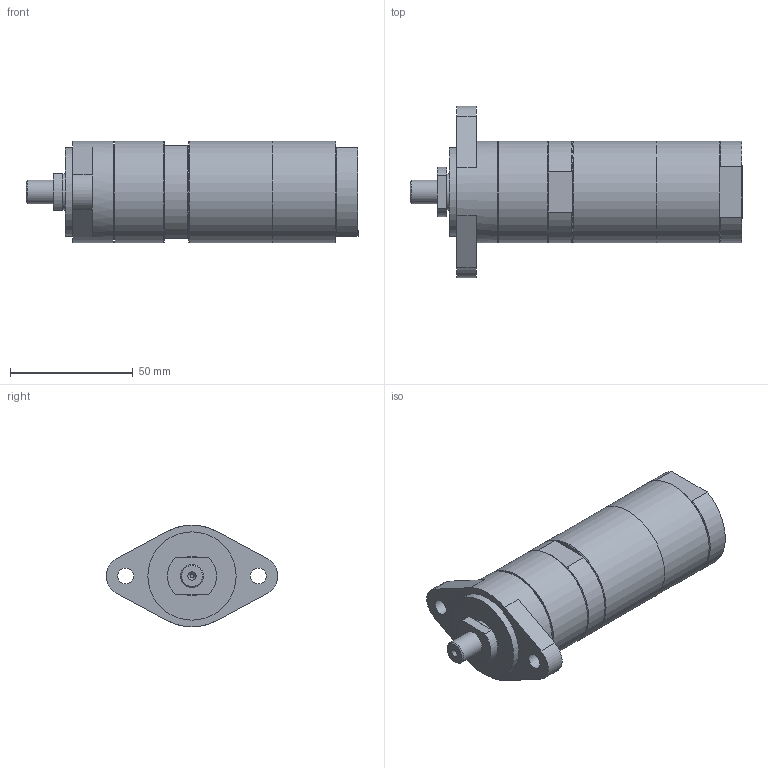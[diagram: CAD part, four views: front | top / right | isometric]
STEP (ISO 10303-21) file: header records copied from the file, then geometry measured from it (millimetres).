
FILE_DESCRIPTION(/* description */ (''),/* implementation_level */ '2;1');
FILE_NAME(/* name */ 'MRD 38-1180 3-8 F54_60032877.stp',/* time_stamp */ '2018-06-06T09:45:58+02:00',/* author */ ('FLambert'),/* organization */ (''),/* preprocessor_version */ 'ST-DEVELOPER v17',/* originating_system */ 'Autodesk Inventor 2018',/* authorisation */ '');
FILE_SCHEMA (('AUTOMOTIVE_DESIGN { 1 0 10303 214 3 1 1 }'));
Length unit declared in the file: millimetre
Products named in the file (1): MRD 38-1180 3-8 F54_60032877
Bounding box: 135.25 x 69.94 x 41.5 mm (x, y, z)
Volume: 162642.2 mm3; surface area: 22563.6 mm2
Topology: 1 solids, 2 shells, 152 faces, 394 edges, 262 vertices
Faces by surface type: plane 103, cylinder 24, cone 18, bspline 7
Full cylindrical faces by diameter (mm): 1.6 x1, 4 x1, 6.5 x2, 9.525 x1, 11.445 x3, 14.95 x1, 16 x1, 36 x2, 41.5 x4
Entity records: 4900 total; most frequent: CARTESIAN_POINT 966, ORIENTED_EDGE 784, DIRECTION 748, EDGE_CURVE 392, VERTEX_POINT 262, LINE 252, VECTOR 252, AXIS2_PLACEMENT_3D 248
